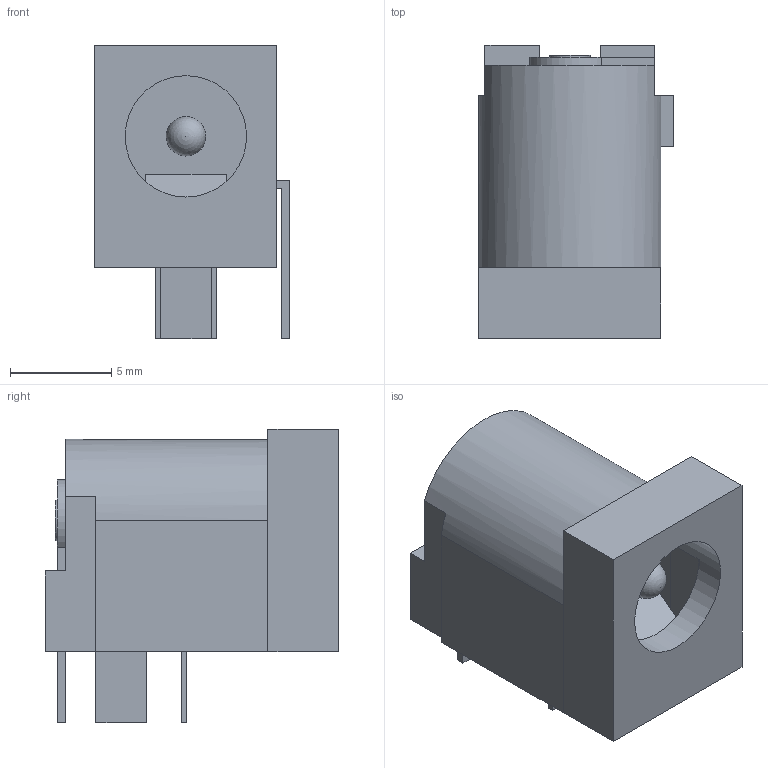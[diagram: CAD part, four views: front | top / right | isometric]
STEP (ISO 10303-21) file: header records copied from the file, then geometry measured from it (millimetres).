
FILE_DESCRIPTION(('Open CASCADE Model'),'2;1');
FILE_NAME('Open CASCADE Shape Model','2024-01-18T14:05:49',('Author'),( 'Open CASCADE'),'Open CASCADE STEP processor 7.7','Open CASCADE 7.7' ,'Unknown');
FILE_SCHEMA(('AUTOMOTIVE_DESIGN { 1 0 10303 214 1 1 1 1 }'));
Length unit declared in the file: millimetre
Products named in the file (15): 3ed16e60-b5bf-11ee-bc5f-010101010000; 3ed16e61-b5bf-11ee-9e41-010101010000; 3ed16e61-b5bf-11ee-9e41-010101010000_part; 3ed16e62-b5bf-11ee-8083-010101010000; 3ed16e62-b5bf-11ee-8083-010101010000_part; 3ed16e63-b5bf-11ee-a50f-010101010000; 3ed16e63-b5bf-11ee-a50f-010101010000_part; 3ed16e64-b5bf-11ee-bea2-010101010000; 3ed16e64-b5bf-11ee-bea2-010101010000_part; 3ed16e65-b5bf-11ee-82e4-010101010000; 3ed16e65-b5bf-11ee-82e4-010101010000_part; 3ed16e66-b5bf-11ee-903f-010101010000; 3ed16e66-b5bf-11ee-903f-010101010000_part; 3ed16e67-b5bf-11ee-a9c0-010101010000; 3ed16e67-b5bf-11ee-a9c0-010101010000_part
Assembly tree (14 placements, depth 3):
  3ed16e60-b5bf-11ee-bc5f-010101010000
    3ed16e61-b5bf-11ee-9e41-010101010000
      3ed16e61-b5bf-11ee-9e41-010101010000_part
    3ed16e62-b5bf-11ee-8083-010101010000
      3ed16e62-b5bf-11ee-8083-010101010000_part
    3ed16e63-b5bf-11ee-a50f-010101010000
      3ed16e63-b5bf-11ee-a50f-010101010000_part
    3ed16e64-b5bf-11ee-bea2-010101010000
      3ed16e64-b5bf-11ee-bea2-010101010000_part
    3ed16e65-b5bf-11ee-82e4-010101010000
      3ed16e65-b5bf-11ee-82e4-010101010000_part
    3ed16e66-b5bf-11ee-903f-010101010000
      3ed16e66-b5bf-11ee-903f-010101010000_part
    3ed16e67-b5bf-11ee-a9c0-010101010000
      3ed16e67-b5bf-11ee-a9c0-010101010000_part
Bounding box: 9.6 x 14.5 x 14.5 mm (x, y, z)
Volume: 773.5 mm3; surface area: 1593.8 mm2
Topology: 7 solids, 7 shells, 84 faces, 199 edges, 132 vertices
Faces by surface type: plane 74, cylinder 9, sphere 1
Full cylindrical faces by diameter (mm): 1.95 x1, 2 x3, 6 x1
Entity records: 5237 total; most frequent: CARTESIAN_POINT 921, DIRECTION 753, LINE 498, VECTOR 498, ORIENTED_EDGE 396, PCURVE 396, DEFINITIONAL_REPRESENTATION 396, EDGE_CURVE 198
